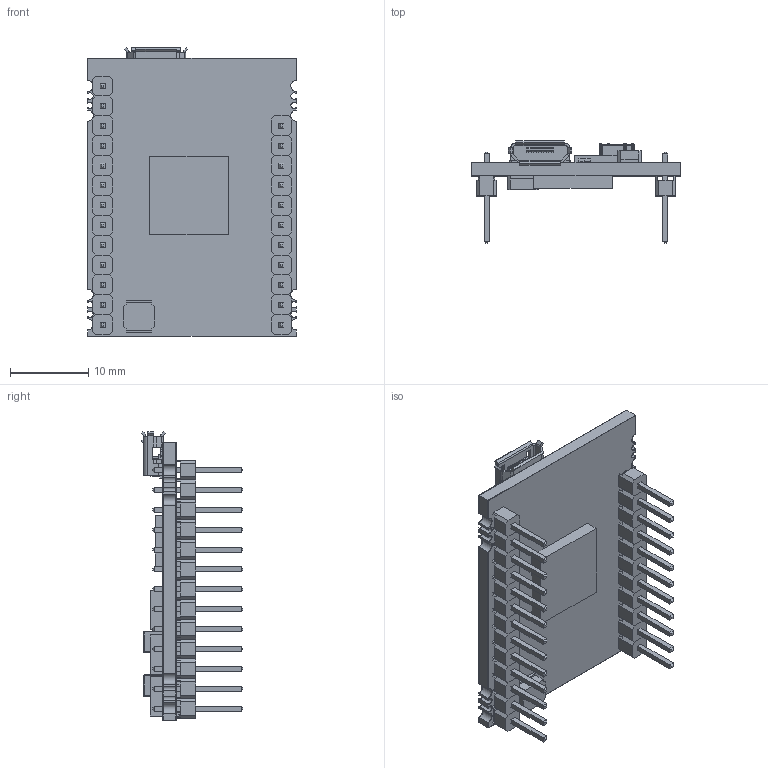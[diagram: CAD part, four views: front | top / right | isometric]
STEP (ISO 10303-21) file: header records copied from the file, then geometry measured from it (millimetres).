
FILE_DESCRIPTION((''),'2;1');
FILE_NAME('ESCON_24-2_MODULE_ASM','2014-10-02T',('mmagmma'),(''),'PRO/ENGINEER BY PARAMETRIC TECHNOLOGY CORPORATION, 2013130','PRO/ENGINEER BY PARAMETRIC TECHNOLOGY CORPORATION, 2013130','');
FILE_SCHEMA(('CONFIG_CONTROL_DESIGN','SHAPE_APPEARANCE_LAYERS_GROUPS'));
Products named in the file (18): ESCON_24-2_MODULE_PCB; CAP_C3225; USB_MICRO; IC_7X7X1; DROSSEL_4X4X1-8; IC_LQFP64-10X10; ESCON_24-2_MODULE_PCB_SI-T; ESCON_24-2_MODULE_PCB_SI-B; STIFTLEISTE_1X1_K; STIFTLEISTE_STIFT; STIFTLEISTE_1X1_ASM; LED-0606_DUAL_SOCKEL; LED-0606-DUAL_GRUEN; LED-0606-DUAL_ROT; LED-0606-DUAL_ASM; IC_SO-08; DROSSEL_3X3X1-5; ESCON_24-2_MODULE_ASM
Assembly tree (43 placements, depth 3):
  ESCON_24-2_MODULE_ASM
    ESCON_24-2_MODULE_PCB
    CAP_C3225  x2
    USB_MICRO
    IC_7X7X1
    DROSSEL_4X4X1-8
    IC_LQFP64-10X10
    ESCON_24-2_MODULE_PCB_SI-T
    ESCON_24-2_MODULE_PCB_SI-B
    STIFTLEISTE_1X1_ASM  x24
      STIFTLEISTE_1X1_K
      STIFTLEISTE_STIFT
    LED-0606-DUAL_ASM
      LED-0606_DUAL_SOCKEL
      LED-0606-DUAL_GRUEN
      LED-0606-DUAL_ROT
    IC_SO-08  x3
    DROSSEL_3X3X1-5
Bounding box: 26.67 x 13 x 36.89 mm (x, y, z)
Volume: 2397.7 mm3; surface area: 8446.2 mm2
Topology: 79 solids, 79 shells, 2825 faces, 7550 edges, 4928 vertices
Faces by surface type: plane 2385, cylinder 408, bspline 16, sphere 16
Entity records: 84642 total; most frequent: CARTESIAN_POINT 12687, ORIENTED_EDGE 11284, DIRECTION 10444, PRESENTATION_STYLE_ASSIGNMENT 5790, STYLED_ITEM 5737, EDGE_CURVE 5642, CURVE_STYLE 5594, VECTOR 4898
